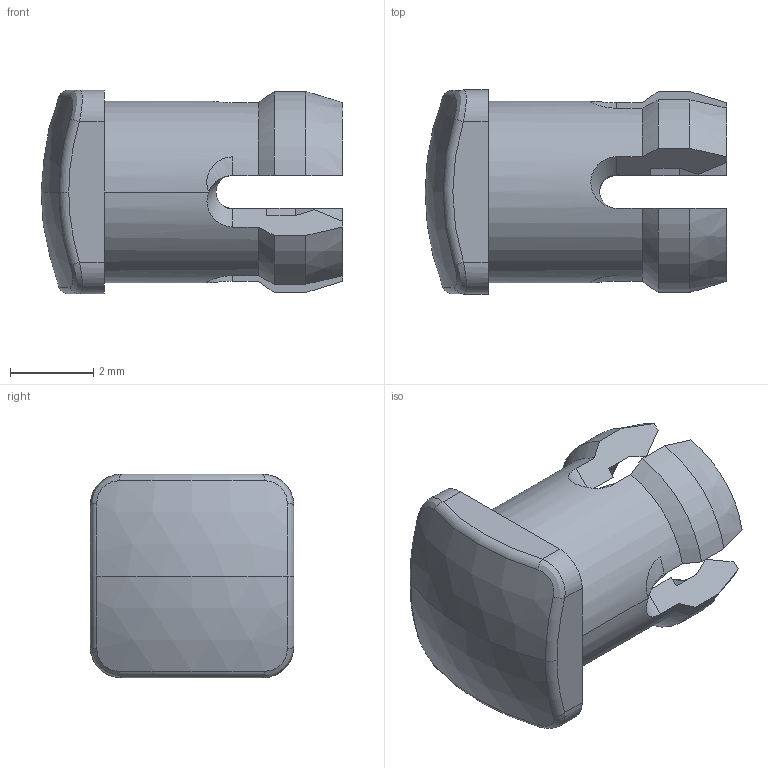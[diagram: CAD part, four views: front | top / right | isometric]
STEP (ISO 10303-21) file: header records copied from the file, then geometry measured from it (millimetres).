
FILE_DESCRIPTION (( 'STEP AP214' ), '1' );
FILE_NAME ('SMQ 250 XXX.STEP', '2014-03-26T19:33:32', ( 'Admin' ), ( 'Microsoft' ), 'SwSTEP 2.0', 'SolidWorks 2014', '' );
FILE_SCHEMA (( 'AUTOMOTIVE_DESIGN' ));
Length unit declared in the file: inch
Products named in the file (1): SMQ 250 XXX
Bounding box: 7.26 x 4.9 x 4.9 mm (x, y, z)
Volume: 52.4 mm3; surface area: 204.3 mm2
Topology: 1 solids, 1 shells, 90 faces, 236 edges, 147 vertices
Faces by surface type: cone 38, plane 21, cylinder 16, bspline 8, torus 5, sphere 2
Entity records: 3293 total; most frequent: CARTESIAN_POINT 1139, ORIENTED_EDGE 468, DIRECTION 418, EDGE_CURVE 234, AXIS2_PLACEMENT_3D 167, VERTEX_POINT 147, EDGE_LOOP 91, ADVANCED_FACE 90
